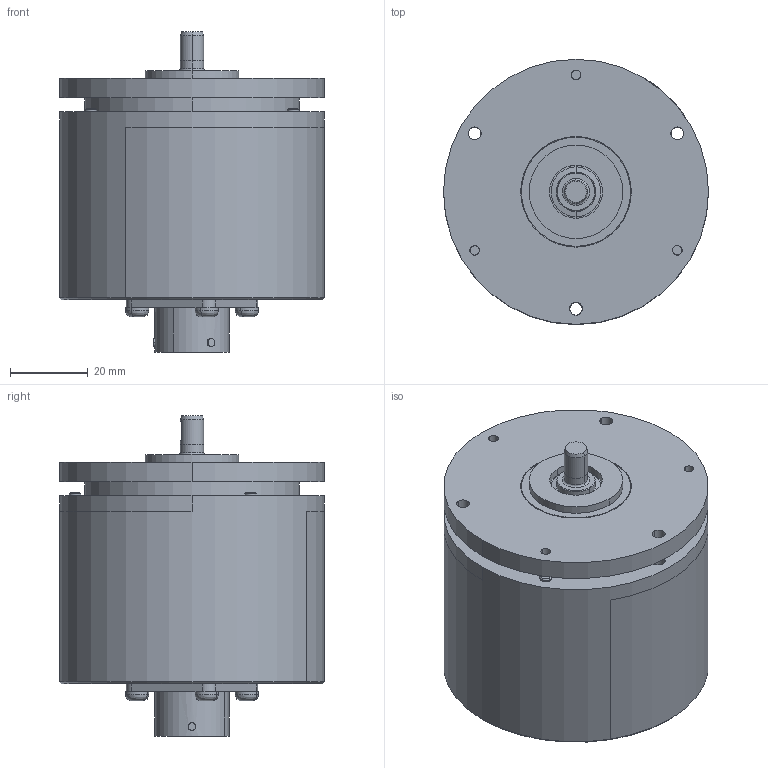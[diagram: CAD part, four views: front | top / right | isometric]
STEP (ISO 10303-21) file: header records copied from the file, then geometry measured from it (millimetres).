
FILE_DESCRIPTION((''),'2;1');
FILE_NAME('507623','2010-11-10T',('se2802'),(''),'PRO/ENGINEER BY PARAMETRIC TECHNOLOGY CORPORATION, 2010180','PRO/ENGINEER BY PARAMETRIC TECHNOLOGY CORPORATION, 2010180','');
FILE_SCHEMA(('CONFIG_CONTROL_DESIGN'));
Length unit declared in the file: millimetre
Products named in the file (1): 507623
Bounding box: 68 x 68 x 82.3 mm (x, y, z)
Volume: 138921.8 mm3; surface area: 47049.9 mm2
Topology: 2 solids, 4 shells, 1164 faces, 3065 edges, 1996 vertices
Faces by surface type: plane 396, cylinder 356, extrusion 324, cone 60, torus 14, bspline 8, sphere 6
Entity records: 40535 total; most frequent: CARTESIAN_POINT 12437, ORIENTED_EDGE 6114, DIRECTION 5233, EDGE_CURVE 3057, VERTEX_POINT 1996, AXIS2_PLACEMENT_3D 1850, VECTOR 1533, EDGE_LOOP 1281
